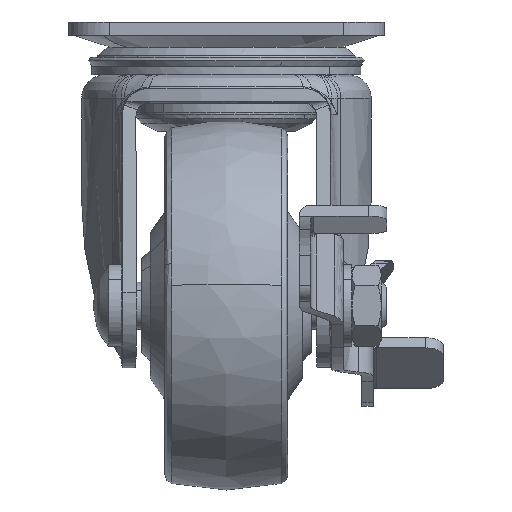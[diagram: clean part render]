
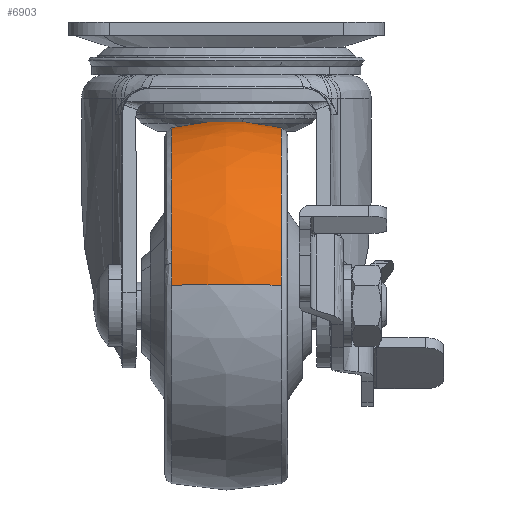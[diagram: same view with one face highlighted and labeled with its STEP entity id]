
A CAD part, left-side view. The second image highlights one B-rep face of the part: STEP entity #6903.
In plain terms, the highlighted free-form (B-spline) face has degree [2, 2] with [5, 3] control points.
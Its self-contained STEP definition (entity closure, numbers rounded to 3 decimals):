
#6299=CARTESIAN_POINT('',(-25.0,-9.351,-18.108));
#6300=VERTEX_POINT('',#6299);
#6315=CARTESIAN_POINT('',(-55.188,-9.351,-44.991));
#6316=VERTEX_POINT('',#6315);
#6317=CARTESIAN_POINT('',(-25.0,-9.351,-18.108));
#6318=CARTESIAN_POINT('',(-27.361,-9.351,-18.108));
#6319=CARTESIAN_POINT('',(-31.046,-9.351,-18.54));
#6320=CARTESIAN_POINT('',(-36.451,-9.351,-20.202));
#6321=CARTESIAN_POINT('',(-41.064,-9.351,-22.49));
#6322=CARTESIAN_POINT('',(-45.443,-9.351,-25.805));
#6323=CARTESIAN_POINT('',(-48.631,-9.351,-29.231));
#6324=CARTESIAN_POINT('',(-51.11,-9.351,-32.776));
#6325=CARTESIAN_POINT('',(-52.868,-9.351,-36.157));
#6326=CARTESIAN_POINT('',(-54.385,-9.351,-40.331));
#6327=CARTESIAN_POINT('',(-54.983,-9.351,-43.218));
#6328=CARTESIAN_POINT('',(-55.188,-9.351,-44.991));
#6329=B_SPLINE_CURVE_WITH_KNOTS('',3,(#6317,#6318,#6319,#6320,#6321,#6322,#6323,#6324,#6325,#6326,#6327,#6328),.UNSPECIFIED.,.F.,.U.,(4,1,1,1,1,1,1,1,1,4),(0.,7.082,11.056,16.929,22.457,27.466,30.921,35.412,38.867,44.222),.UNSPECIFIED.);
#6330=EDGE_CURVE('',#6300,#6316,#6329,.T.);
#6394=CARTESIAN_POINT('',(-25.0,9.351,-18.108));
#6395=VERTEX_POINT('',#6394);
#6465=CARTESIAN_POINT('',(-54.53,9.351,-41.312));
#6466=VERTEX_POINT('',#6465);
#6477=CARTESIAN_POINT('',(-25.0,9.351,-18.108));
#6478=CARTESIAN_POINT('',(-25.738,9.351,-18.108));
#6479=CARTESIAN_POINT('',(-26.529,9.351,-18.137));
#6480=CARTESIAN_POINT('',(-27.37,9.351,-18.2));
#6481=CARTESIAN_POINT('',(-27.527,9.351,-18.214));
#6482=CARTESIAN_POINT('',(-27.737,9.351,-18.231));
#6483=CARTESIAN_POINT('',(-29.522,9.351,-18.399));
#6484=CARTESIAN_POINT('',(-32.071,9.351,-18.862));
#6485=CARTESIAN_POINT('',(-35.547,9.351,-19.944));
#6486=CARTESIAN_POINT('',(-39.534,9.351,-21.632));
#6487=CARTESIAN_POINT('',(-42.522,9.351,-23.557));
#6488=CARTESIAN_POINT('',(-44.393,9.351,-25.1));
#6489=CARTESIAN_POINT('',(-44.514,9.351,-25.201));
#6490=CARTESIAN_POINT('',(-44.676,9.351,-25.337));
#6491=CARTESIAN_POINT('',(-45.277,9.351,-25.851));
#6492=CARTESIAN_POINT('',(-45.898,9.351,-26.422));
#6493=CARTESIAN_POINT('',(-46.46,9.351,-26.978));
#6494=CARTESIAN_POINT('',(-46.645,9.351,-27.166));
#6495=CARTESIAN_POINT('',(-46.793,9.351,-27.316));
#6496=CARTESIAN_POINT('',(-46.939,9.351,-27.468));
#6497=CARTESIAN_POINT('',(-47.085,9.351,-27.62));
#6498=CARTESIAN_POINT('',(-48.203,9.351,-28.812));
#6499=CARTESIAN_POINT('',(-49.79,9.351,-30.791));
#6500=CARTESIAN_POINT('',(-51.629,9.351,-33.749));
#6501=CARTESIAN_POINT('',(-53.26,9.351,-37.064));
#6502=CARTESIAN_POINT('',(-54.131,9.351,-39.673));
#6503=CARTESIAN_POINT('',(-54.53,9.351,-41.312));
#6504=B_SPLINE_CURVE_WITH_KNOTS('',3,(#6477,#6478,#6479,#6480,#6481,#6482,#6483,#6484,#6485,#6486,#6487,#6488,#6489,#6490,#6491,#6492,#6493,#6494,#6495,#6496,#6497,#6498,#6499,#6500,#6501,#6502,#6503),.UNSPECIFIED.,.F.,.U.,(4,1,1,1,1,1,1,1,1,1,1,1,1,1,1,1,1,1,1,1,1,1,1,1,4),(0.,2.214,2.372,2.53,2.689,3.005,7.907,10.437,13.916,20.874,21.032,21.19,21.349,21.665,23.562,23.879,24.037,24.353,24.511,24.669,24.986,29.413,32.26,35.423,40.483),.UNSPECIFIED.);
#6505=EDGE_CURVE('',#6395,#6466,#6504,.T.);
#6548=CARTESIAN_POINT('',(-55.188,9.351,-44.991));
#6549=VERTEX_POINT('',#6548);
#6568=CARTESIAN_POINT('',(-54.53,9.351,-41.312));
#6569=CARTESIAN_POINT('',(-54.824,9.351,-42.523));
#6570=CARTESIAN_POINT('',(-55.045,9.351,-43.753));
#6571=CARTESIAN_POINT('',(-55.188,9.351,-44.991));
#6572=B_SPLINE_CURVE_WITH_KNOTS('',3,(#6568,#6569,#6570,#6571),.UNSPECIFIED.,.F.,.U.,(4,4),(0.,3.739),.UNSPECIFIED.);
#6573=EDGE_CURVE('',#6466,#6549,#6572,.T.);
#6846=CARTESIAN_POINT('',(-55.188,-9.351,-44.991));
#6847=CARTESIAN_POINT('',(-55.805,-6.77,-44.919));
#6848=CARTESIAN_POINT('',(-56.352,-2.757,-44.856));
#6849=CARTESIAN_POINT('',(-56.259,3.543,-44.866));
#6850=CARTESIAN_POINT('',(-55.714,7.152,-44.93));
#6851=CARTESIAN_POINT('',(-55.188,9.351,-44.991));
#6852=B_SPLINE_CURVE_WITH_KNOTS('',3,(#6846,#6847,#6848,#6849,#6850,#6851),.UNSPECIFIED.,.F.,.U.,(4,1,1,4),(0.,7.963,12.092,18.876),.UNSPECIFIED.);
#6853=EDGE_CURVE('',#6316,#6549,#6852,.T.);
#6858=CARTESIAN_POINT('',(-25.0,-9.351,-18.108));
#6859=CARTESIAN_POINT('',(-25.,-6.77,-17.487));
#6860=CARTESIAN_POINT('',(-25.,-2.757,-16.937));
#6861=CARTESIAN_POINT('',(-25.,3.543,-17.03));
#6862=CARTESIAN_POINT('',(-25.,7.152,-17.579));
#6863=CARTESIAN_POINT('',(-25.0,9.351,-18.108));
#6864=B_SPLINE_CURVE_WITH_KNOTS('',3,(#6858,#6859,#6860,#6861,#6862,#6863),.UNSPECIFIED.,.F.,.U.,(4,1,1,4),(0.,7.963,12.092,18.876),.UNSPECIFIED.);
#6865=EDGE_CURVE('',#6300,#6395,#6864,.T.);
#6873=CARTESIAN_POINT('',(-25.,-10.297,-18.348));
#6874=CARTESIAN_POINT('',(-25.,-5.237,-17.));
#6875=CARTESIAN_POINT('',(-25.0,0.,-17.));
#6876=CARTESIAN_POINT('',(-25.,5.237,-17.));
#6877=CARTESIAN_POINT('',(-25.0,10.297,-18.348));
#6878=CARTESIAN_POINT('',(-51.85,-10.297,-18.348));
#6879=CARTESIAN_POINT('',(-53.05,-5.237,-17.));
#6880=CARTESIAN_POINT('',(-53.05,0.,-17.));
#6881=CARTESIAN_POINT('',(-53.05,5.237,-17.));
#6882=CARTESIAN_POINT('',(-51.85,10.297,-18.348));
#6883=CARTESIAN_POINT('',(-54.95,-10.297,-45.018));
#6884=CARTESIAN_POINT('',(-56.289,-5.237,-44.863));
#6885=CARTESIAN_POINT('',(-56.289,0.,-44.863));
#6886=CARTESIAN_POINT('',(-56.289,5.237,-44.863));
#6887=CARTESIAN_POINT('',(-54.95,10.297,-45.018));
#6895=(BOUNDED_SURFACE()B_SPLINE_SURFACE(2,2,((#6873,#6878,#6883),(#6874,#6879,#6884),(#6875,#6880,#6885),(#6876,#6881,#6886),(#6877,#6882,#6887)),.UNSPECIFIED.,.F.,.F.,.U.)B_SPLINE_SURFACE_WITH_KNOTS((3,2,3),(3,3),(0.0,10.772,21.544),(0.0,47.963),.UNSPECIFIED.)GEOMETRIC_REPRESENTATION_ITEM()RATIONAL_B_SPLINE_SURFACE(((0.929,0.679,0.889),(0.956,0.698,0.915),(1.0,0.731,0.957),(0.956,0.698,0.915),(0.929,0.679,0.889)))REPRESENTATION_ITEM('')SURFACE());
#6896=ORIENTED_EDGE('',*,*,#6330,.F.);
#6897=ORIENTED_EDGE('',*,*,#6865,.T.);
#6898=ORIENTED_EDGE('',*,*,#6505,.T.);
#6899=ORIENTED_EDGE('',*,*,#6573,.T.);
#6900=ORIENTED_EDGE('',*,*,#6853,.F.);
#6901=EDGE_LOOP('',(#6896,#6897,#6898,#6899,#6900));
#6902=FACE_OUTER_BOUND('',#6901,.T.);
#6903=ADVANCED_FACE('',(#6902),#6895,.T.);
